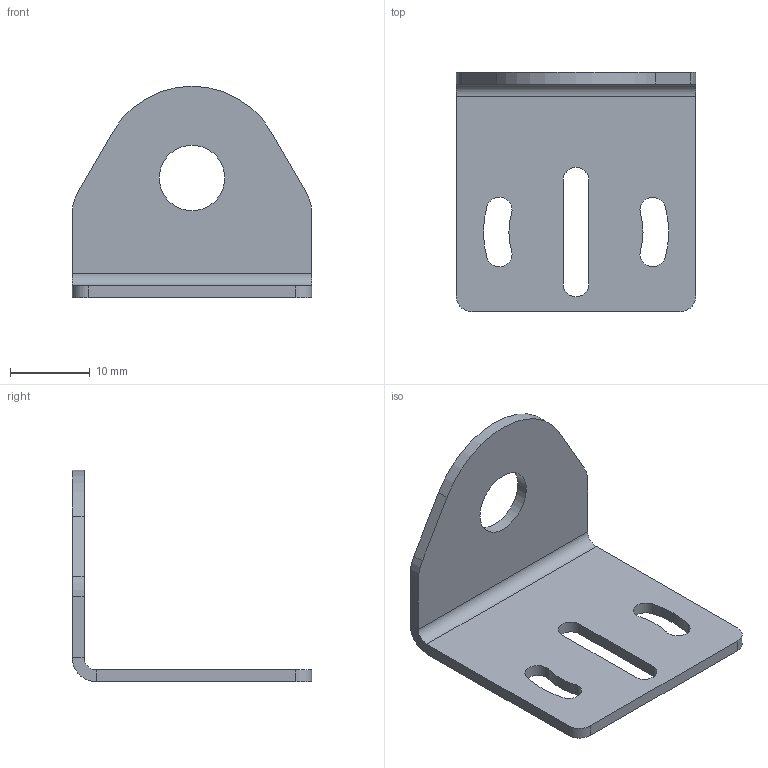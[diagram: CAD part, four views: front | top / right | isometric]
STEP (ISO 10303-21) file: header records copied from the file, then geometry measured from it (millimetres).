
FILE_DESCRIPTION (( 'STEP AP203' ), '1' );
FILE_NAME ('ST08-C.step', '2016-01-26T18:50:36', ( '' ), ( '' ), 'SwSTEP 2.0', 'SolidWorks 2015', '' );
FILE_SCHEMA (( 'CONFIG_CONTROL_DESIGN' ));
Length unit declared in the file: millimetre
Products named in the file (1): ST08-C
Bounding box: 30 x 30 x 26.5 mm (x, y, z)
Volume: 1993.7 mm3; surface area: 3042 mm2
Topology: 1 solids, 1 shells, 38 faces, 100 edges, 64 vertices
Faces by surface type: cylinder 23, plane 15
Entity records: 1279 total; most frequent: DIRECTION 224, CARTESIAN_POINT 203, ORIENTED_EDGE 200, EDGE_CURVE 100, AXIS2_PLACEMENT_3D 85, VERTEX_POINT 64, LINE 54, VECTOR 54
